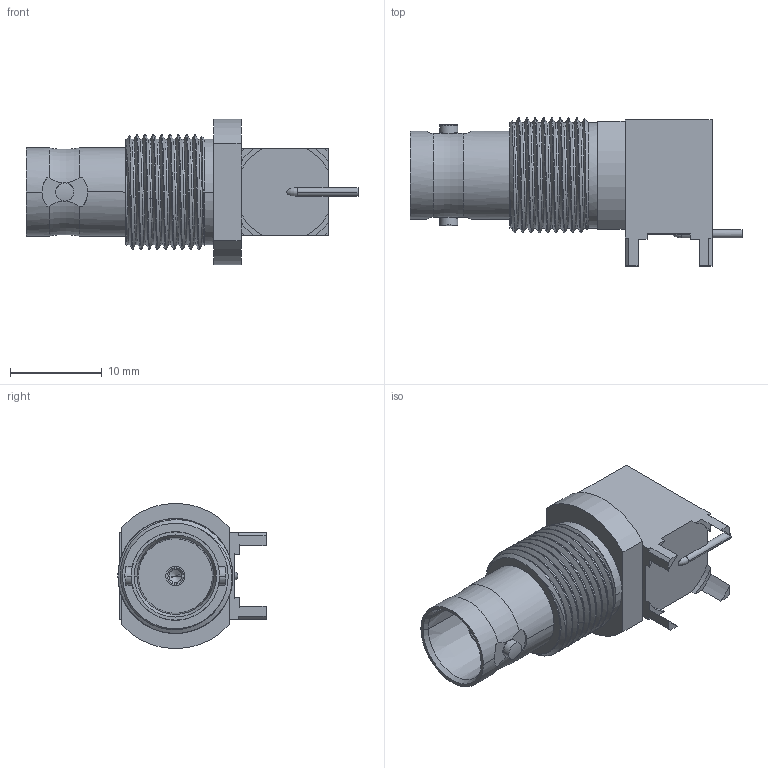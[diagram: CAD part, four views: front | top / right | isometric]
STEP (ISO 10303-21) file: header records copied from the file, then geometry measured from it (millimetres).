
FILE_DESCRIPTION((''),'2;1');
FILE_NAME('112800_SW0001','2020-04-27T',('Vijayaragavan'),(''),'CREO PARAMETRIC BY PTC INC, 2018360','CREO PARAMETRIC BY PTC INC, 2018360','');
FILE_SCHEMA(('CONFIG_CONTROL_DESIGN'));
Length unit declared in the file: millimetre
Products named in the file (1): 112800_SW0001
Bounding box: 36.27 x 16.19 x 15.88 mm (x, y, z)
Volume: 3062.2 mm3; surface area: 2169.7 mm2
Topology: 1 solids, 1 shells, 124 faces, 341 edges, 221 vertices
Faces by surface type: cylinder 52, plane 48, cone 12, bspline 9, torus 3
Entity records: 8773 total; most frequent: CARTESIAN_POINT 5698, ORIENTED_EDGE 678, DIRECTION 578, EDGE_CURVE 339, VERTEX_POINT 221, AXIS2_PLACEMENT_3D 208, VECTOR 162, LINE 162
